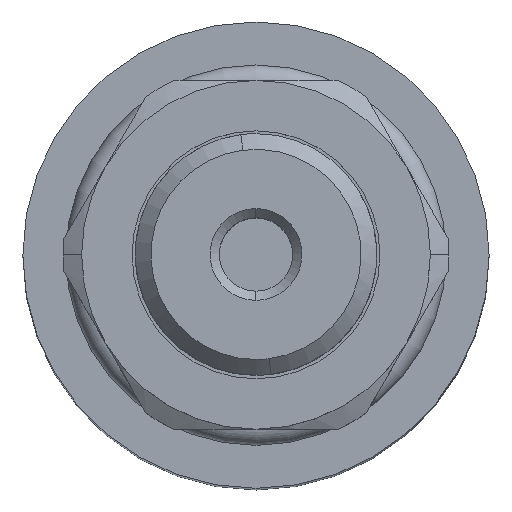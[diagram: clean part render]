
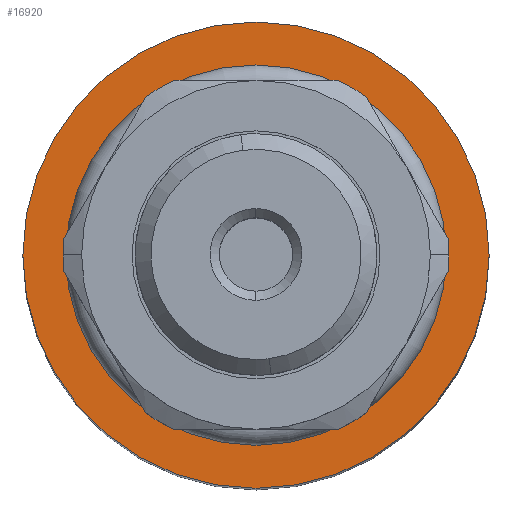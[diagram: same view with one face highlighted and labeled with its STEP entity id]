
A CAD part, top view. The second image highlights one B-rep face of the part: STEP entity #16920.
In plain terms, the highlighted planar face has unit normal (0, 0, 1).
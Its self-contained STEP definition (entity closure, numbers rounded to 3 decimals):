
#16430=CARTESIAN_POINT('',(37.36,42.,-9.5));
#16440=VERTEX_POINT('',#16430);
#16530=CARTESIAN_POINT('',(16.64,42.,-9.5));
#16540=VERTEX_POINT('',#16530);
#16570=CARTESIAN_POINT('',(27.,42.,-9.5));
#16580=DIRECTION('',(0.,0.,-1.));
#16590=DIRECTION('',(1.,0.,0.));
#16600=AXIS2_PLACEMENT_3D('',#16570,#16580,#16590);
#16610=CIRCLE('',#16600,10.36);
#16620=EDGE_CURVE('',#16540,#16440,#16610,.T.);
#16670=CARTESIAN_POINT('',(30.328,40.696,-9.5));
#16680=DIRECTION('',(0.,0.,-1.));
#16690=DIRECTION('',(-1.,0.,0.));
#16700=AXIS2_PLACEMENT_3D('',#16670,#16680,#16690);
#16710=PLANE('',#16700);
#16720=EDGE_CURVE('',#16440,#16540,#16610,.T.);
#16730=ORIENTED_EDGE('',*,*,#16720,.T.);
#16740=ORIENTED_EDGE('',*,*,#16620,.T.);
#16750=EDGE_LOOP('',(#16740,#16730));
#16760=FACE_BOUND('',#16750,.T.);
#16770=CARTESIAN_POINT('',(27.,42.,-9.5));
#16780=DIRECTION('',(0.,0.,-1.));
#16790=DIRECTION('',(-1.,0.,0.));
#16800=AXIS2_PLACEMENT_3D('',#16770,#16780,#16790);
#16810=CIRCLE('',#16800,12.7);
#16820=CARTESIAN_POINT('',(14.3,42.,-9.5));
#16830=VERTEX_POINT('',#16820);
#16840=CARTESIAN_POINT('',(39.7,42.,-9.5));
#16850=VERTEX_POINT('',#16840);
#16860=EDGE_CURVE('',#16830,#16850,#16810,.T.);
#16870=ORIENTED_EDGE('',*,*,#16860,.F.);
#16880=EDGE_CURVE('',#16850,#16830,#16810,.T.);
#16890=ORIENTED_EDGE('',*,*,#16880,.F.);
#16900=EDGE_LOOP('',(#16890,#16870));
#16910=FACE_OUTER_BOUND('',#16900,.T.);
#16920=ADVANCED_FACE('',(#16760,#16910),#16710,.F.);
